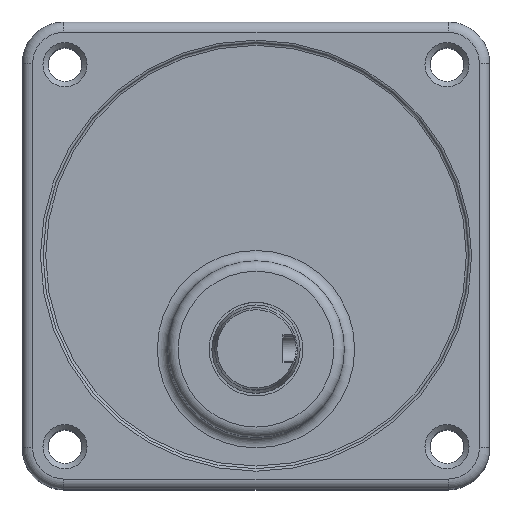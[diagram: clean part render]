
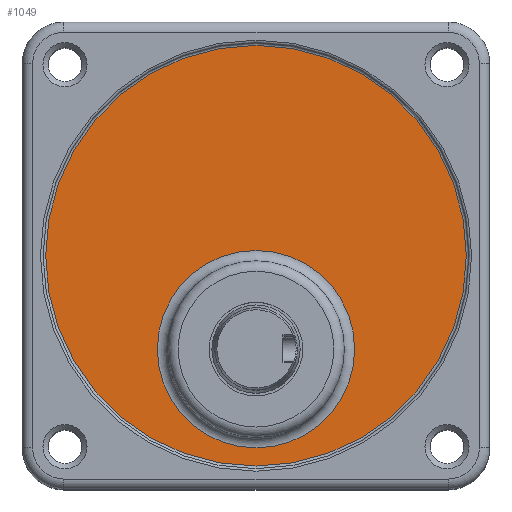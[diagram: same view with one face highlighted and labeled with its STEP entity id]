
A CAD part, top view. The second image highlights one B-rep face of the part: STEP entity #1049.
In plain terms, the highlighted planar face has unit normal (0, 0, 1).
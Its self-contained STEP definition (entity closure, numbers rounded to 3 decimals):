
#998=CARTESIAN_POINT('',(64.,27.,64.5));
#999=VERTEX_POINT('',#998);
#1000=CARTESIAN_POINT('',(45.,27.0,64.5));
#1001=DIRECTION('',(0.0,0.0,1.0));
#1002=DIRECTION('',(-1.0,0.0,0.0));
#1003=AXIS2_PLACEMENT_3D('',#1000,#1001,#1002);
#1004=CIRCLE('',#1003,19.0);
#1005=EDGE_CURVE('',#999,#999,#1004,.T.);
#1030=CARTESIAN_POINT('',(45.,45.0,64.5));
#1031=DIRECTION('',(0.0,0.0,-1.0));
#1032=DIRECTION('',(-1.0,0.0,0.0));
#1033=AXIS2_PLACEMENT_3D('',#1030,#1031,#1032);
#1034=PLANE('',#1033);
#1035=CARTESIAN_POINT('',(85.5,45.,64.5));
#1036=VERTEX_POINT('',#1035);
#1037=CARTESIAN_POINT('',(45.,45.0,64.5));
#1038=DIRECTION('',(0.0,0.0,-1.0));
#1039=DIRECTION('',(-1.0,0.0,0.0));
#1040=AXIS2_PLACEMENT_3D('',#1037,#1038,#1039);
#1041=CIRCLE('',#1040,40.5);
#1042=EDGE_CURVE('',#1036,#1036,#1041,.T.);
#1043=ORIENTED_EDGE('',*,*,#1042,.F.);
#1044=EDGE_LOOP('',(#1043));
#1045=FACE_OUTER_BOUND('',#1044,.T.);
#1046=ORIENTED_EDGE('',*,*,#1005,.F.);
#1047=EDGE_LOOP('',(#1046));
#1048=FACE_BOUND('',#1047,.T.);
#1049=ADVANCED_FACE('',(#1045,#1048),#1034,.F.);
